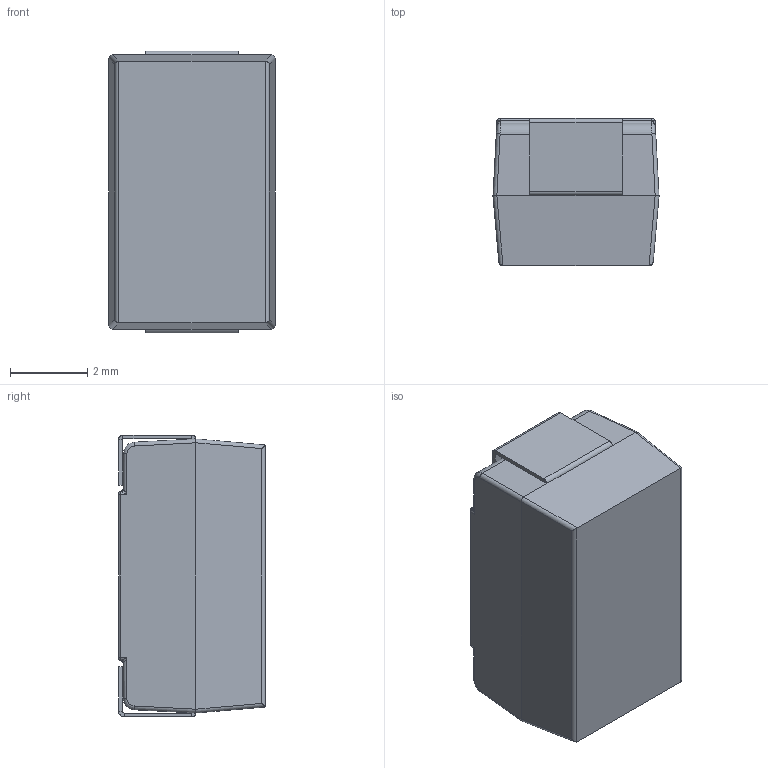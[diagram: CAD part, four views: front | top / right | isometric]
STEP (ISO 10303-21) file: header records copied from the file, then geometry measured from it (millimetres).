
FILE_DESCRIPTION(/* description */ ('STEP AP214'),/* implementation_level */ '2;1');
FILE_NAME(/* name */ 'D4',/* time_stamp */ '2021-04-03T14:38:15',/* author */ ('‘SŽÐ•W�€PC�iver1803�j'),/* organization */ ('ﾃpﾃiﾃ\ﾃjﾃbﾃNﾊﾔﾎﾮﾉ￯ﾎ￐'),/* preprocessor_version */ '5.0.0 (framework 5.0.0.202006301418)',/* originating_system */ 'IDA-STEP',/* authorization */ '');
FILE_SCHEMA(('AP242_MANAGED_MODEL_BASED_3D_ENGINEERING_MIM'));
Length unit declared in the file: millimetre
Products named in the file (1): D4
Bounding box: 4.3 x 3.8 x 7.3 mm (x, y, z)
Surface area: 168.3 mm2 (no closed solid volume)
Topology: 0 solids, 3 shells, 84 faces, 202 edges, 116 vertices
Faces by surface type: plane 38, cylinder 30, bspline 16
Entity records: 3451 total; most frequent: CARTESIAN_POINT 779, ORIENTED_EDGE 376, DIRECTION 332, EDGE_CURVE 198, VERTEX_POINT 116, VECTOR 114, LINE 114, AXIS2_PLACEMENT_3D 109
